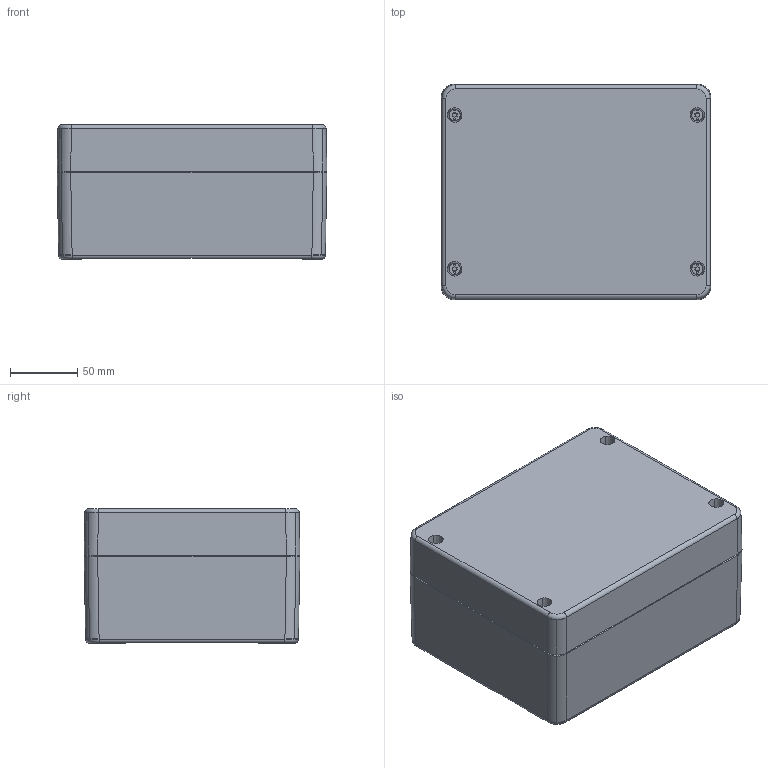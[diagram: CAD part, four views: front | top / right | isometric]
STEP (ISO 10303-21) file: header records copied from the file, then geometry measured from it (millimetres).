
FILE_DESCRIPTION(('CATIA V5R24 STEP','CAx-IF Rec.Pracs.--- Model Styling and Organization---1.2---2011-12-15'),'2;1');
FILE_NAME ('D1459631_1_1939690000_1939690000.stp','2018-04-12T11:51:42+00:00',('none'),('Weidmueller'),'CATIA Version 5-6 Release 2014 SP4 HF52','CATIA V5 STEP AP214','none');
FILE_SCHEMA(('AUTOMOTIVE_DESIGN { 1 0 10303 214 1 1 1 1 }'));
Length unit declared in the file: millimetre
Products named in the file (1): 03865_Zusammenbau_K6_Gehaeuse
Bounding box: 200 x 160 x 100 mm (x, y, z)
Volume: 664186.7 mm3; surface area: 296378.3 mm2
Topology: 9 solids, 9 shells, 1363 faces, 3390 edges, 2107 vertices
Faces by surface type: plane 497, cylinder 378, cone 274, torus 142, bspline 72
Entity records: 41232 total; most frequent: CARTESIAN_POINT 11909, ORIENTED_EDGE 6780, DIRECTION 4691, EDGE_CURVE 3390, AXIS2_PLACEMENT_3D 2161, VERTEX_POINT 2107, VECTOR 1588, LINE 1588
